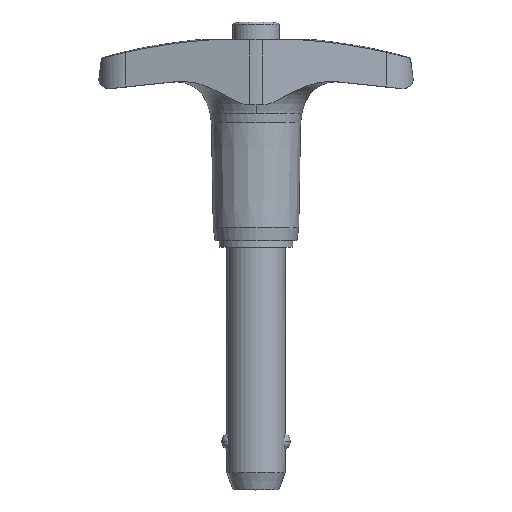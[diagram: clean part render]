
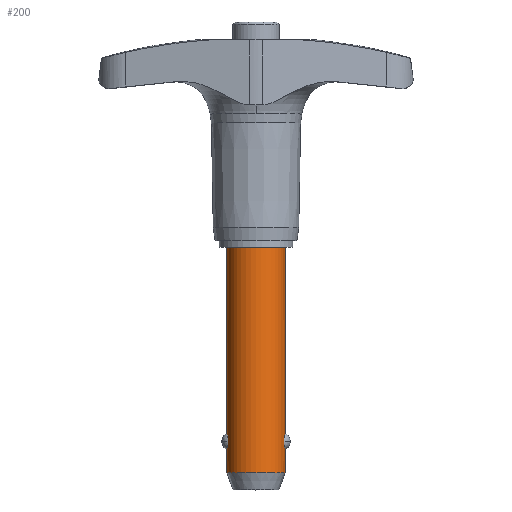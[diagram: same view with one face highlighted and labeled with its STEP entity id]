
A CAD part, top view. The second image highlights one B-rep face of the part: STEP entity #200.
In plain terms, the highlighted cylindrical face has radius 4.763 mm (diameter 9.525 mm), a partial arc.
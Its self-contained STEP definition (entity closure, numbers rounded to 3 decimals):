
#200=ADVANCED_FACE('',(#420),#421,.T.);
#420=FACE_OUTER_BOUND('',#655,.T.);
#421=CYLINDRICAL_SURFACE('',#656,4.763);
#655=EDGE_LOOP('',(#1224,#1225,#1226,#1227,#1228,#1229,#1230,#1231,#1232,#1233));
#656=AXIS2_PLACEMENT_3D('',#1234,#1235,#1236);
#1224=ORIENTED_EDGE('',*,*,#1562,.T.);
#1225=ORIENTED_EDGE('',*,*,#1645,.T.);
#1226=ORIENTED_EDGE('',*,*,#1690,.T.);
#1227=ORIENTED_EDGE('',*,*,#1568,.T.);
#1228=ORIENTED_EDGE('',*,*,#1613,.F.);
#1229=ORIENTED_EDGE('',*,*,#1566,.T.);
#1230=ORIENTED_EDGE('',*,*,#1619,.T.);
#1231=ORIENTED_EDGE('',*,*,#1560,.T.);
#1232=ORIENTED_EDGE('',*,*,#1564,.T.);
#1233=ORIENTED_EDGE('',*,*,#1691,.T.);
#1234=CARTESIAN_POINT('',(0.0,-19.876,0.0));
#1235=DIRECTION('',(-0.0,1.0,0.0));
#1236=DIRECTION('',(1.0,0.0,0.0));
#1560=EDGE_CURVE('',#1923,#1926,#1928,.T.);
#1562=EDGE_CURVE('',#1930,#1931,#1932,.T.);
#1564=EDGE_CURVE('',#1926,#1933,#1935,.T.);
#1566=EDGE_CURVE('',#1938,#1936,#1939,.T.);
#1568=EDGE_CURVE('',#1942,#1940,#1943,.T.);
#1613=EDGE_CURVE('',#1938,#1940,#2012,.T.);
#1619=EDGE_CURVE('',#1936,#1923,#2020,.T.);
#1645=EDGE_CURVE('',#1931,#2056,#2058,.T.);
#1690=EDGE_CURVE('',#2056,#1942,#2110,.T.);
#1691=EDGE_CURVE('',#1933,#1930,#2111,.T.);
#1923=VERTEX_POINT('',#2913);
#1926=VERTEX_POINT('',#2916);
#1928=B_SPLINE_CURVE_WITH_KNOTS('',3,(#2931,#2932,#2933,#2934,#2935,#2936,#2937,#2938,#2939,#2940,#2941,#2942,#2943,#2944),.UNSPECIFIED.,.F.,.F.,(4,2,2,2,2,2,4),(0.0,0.461,0.922,1.139,1.355,1.719,2.083),.UNSPECIFIED.);
#1930=VERTEX_POINT('',#2946);
#1931=VERTEX_POINT('',#2947);
#1932=LINE('',#2948,#2949);
#1933=VERTEX_POINT('',#2950);
#1935=LINE('',#2952,#2953);
#1936=VERTEX_POINT('',#2954);
#1938=VERTEX_POINT('',#2969);
#1939=LINE('',#2970,#2971);
#1940=VERTEX_POINT('',#2972);
#1942=VERTEX_POINT('',#2974);
#1943=LINE('',#2975,#2976);
#2012=CIRCLE('',#3331,4.763);
#2020=B_SPLINE_CURVE_WITH_KNOTS('',3,(#3358,#3359,#3360,#3361,#3362,#3363,#3364,#3365,#3366,#3367,#3368,#3369,#3370,#3371),.UNSPECIFIED.,.F.,.F.,(4,2,2,2,2,2,4),(6.25,6.614,6.978,7.194,7.411,7.872,8.333),.UNSPECIFIED.);
#2056=VERTEX_POINT('',#3604);
#2058=B_SPLINE_CURVE_WITH_KNOTS('',3,(#3606,#3607,#3608,#3609,#3610,#3611,#3612,#3613,#3614,#3615,#3616,#3617,#3618,#3619),.UNSPECIFIED.,.F.,.F.,(4,2,2,2,2,2,4),(2.083,2.447,2.811,3.028,3.245,3.706,4.167),.UNSPECIFIED.);
#2110=B_SPLINE_CURVE_WITH_KNOTS('',3,(#3764,#3765,#3766,#3767,#3768,#3769,#3770,#3771,#3772,#3773,#3774,#3775,#3776,#3777),.UNSPECIFIED.,.F.,.F.,(4,2,2,2,2,2,4),(4.167,4.628,5.089,5.305,5.522,5.886,6.25),.UNSPECIFIED.);
#2111=CIRCLE('',#3778,4.763);
#2913=CARTESIAN_POINT('',(-4.543,-31.82,1.429));
#2916=CARTESIAN_POINT('',(-4.763,-33.16,0.));
#2931=CARTESIAN_POINT('',(-4.543,-31.82,1.429));
#2932=CARTESIAN_POINT('',(-4.543,-31.973,1.429));
#2933=CARTESIAN_POINT('',(-4.552,-32.137,1.4));
#2934=CARTESIAN_POINT('',(-4.587,-32.44,1.282));
#2935=CARTESIAN_POINT('',(-4.612,-32.58,1.192));
#2936=CARTESIAN_POINT('',(-4.647,-32.745,1.042));
#2937=CARTESIAN_POINT('',(-4.66,-32.799,0.985));
#2938=CARTESIAN_POINT('',(-4.684,-32.895,0.863));
#2939=CARTESIAN_POINT('',(-4.696,-32.938,0.797));
#2940=CARTESIAN_POINT('',(-4.722,-33.031,0.629));
#2941=CARTESIAN_POINT('',(-4.737,-33.08,0.507));
#2942=CARTESIAN_POINT('',(-4.757,-33.145,0.253));
#2943=CARTESIAN_POINT('',(-4.763,-33.16,0.121));
#2944=CARTESIAN_POINT('',(-4.763,-33.16,0.));
#2946=CARTESIAN_POINT('',(4.763,-36.97,0.0));
#2947=CARTESIAN_POINT('',(4.763,-33.16,0.));
#2948=CARTESIAN_POINT('',(4.763,-19.876,0.));
#2949=VECTOR('',#4048,1.0);
#2950=CARTESIAN_POINT('',(-4.763,-36.97,0.));
#2952=CARTESIAN_POINT('',(-4.763,-19.876,0.));
#2953=VECTOR('',#4052,1.0);
#2954=CARTESIAN_POINT('',(-4.763,-30.48,0.));
#2969=CARTESIAN_POINT('',(-4.763,0.0,0.));
#2970=CARTESIAN_POINT('',(-4.763,-19.876,0.));
#2971=VECTOR('',#4053,1.0);
#2972=CARTESIAN_POINT('',(4.763,0.0,0.0));
#2974=CARTESIAN_POINT('',(4.763,-30.48,0.));
#2975=CARTESIAN_POINT('',(4.763,-19.876,0.));
#2976=VECTOR('',#4057,1.0);
#3331=AXIS2_PLACEMENT_3D('',#4107,#4108,#4109);
#3358=CARTESIAN_POINT('',(-4.763,-30.48,0.));
#3359=CARTESIAN_POINT('',(-4.763,-30.48,0.121));
#3360=CARTESIAN_POINT('',(-4.757,-30.495,0.253));
#3361=CARTESIAN_POINT('',(-4.737,-30.559,0.507));
#3362=CARTESIAN_POINT('',(-4.722,-30.609,0.629));
#3363=CARTESIAN_POINT('',(-4.696,-30.702,0.797));
#3364=CARTESIAN_POINT('',(-4.684,-30.744,0.863));
#3365=CARTESIAN_POINT('',(-4.66,-30.841,0.985));
#3366=CARTESIAN_POINT('',(-4.647,-30.895,1.042));
#3367=CARTESIAN_POINT('',(-4.612,-31.06,1.192));
#3368=CARTESIAN_POINT('',(-4.587,-31.199,1.282));
#3369=CARTESIAN_POINT('',(-4.552,-31.502,1.4));
#3370=CARTESIAN_POINT('',(-4.543,-31.666,1.429));
#3371=CARTESIAN_POINT('',(-4.543,-31.82,1.429));
#3604=CARTESIAN_POINT('',(4.543,-31.82,1.429));
#3606=CARTESIAN_POINT('',(4.763,-33.16,0.0));
#3607=CARTESIAN_POINT('',(4.763,-33.16,0.121));
#3608=CARTESIAN_POINT('',(4.757,-33.145,0.253));
#3609=CARTESIAN_POINT('',(4.737,-33.08,0.507));
#3610=CARTESIAN_POINT('',(4.722,-33.031,0.629));
#3611=CARTESIAN_POINT('',(4.696,-32.938,0.797));
#3612=CARTESIAN_POINT('',(4.684,-32.895,0.863));
#3613=CARTESIAN_POINT('',(4.66,-32.799,0.985));
#3614=CARTESIAN_POINT('',(4.647,-32.745,1.042));
#3615=CARTESIAN_POINT('',(4.612,-32.58,1.192));
#3616=CARTESIAN_POINT('',(4.587,-32.44,1.282));
#3617=CARTESIAN_POINT('',(4.552,-32.137,1.4));
#3618=CARTESIAN_POINT('',(4.543,-31.973,1.429));
#3619=CARTESIAN_POINT('',(4.543,-31.82,1.429));
#3764=CARTESIAN_POINT('',(4.543,-31.82,1.429));
#3765=CARTESIAN_POINT('',(4.543,-31.666,1.429));
#3766=CARTESIAN_POINT('',(4.552,-31.502,1.4));
#3767=CARTESIAN_POINT('',(4.587,-31.199,1.282));
#3768=CARTESIAN_POINT('',(4.612,-31.06,1.192));
#3769=CARTESIAN_POINT('',(4.647,-30.895,1.042));
#3770=CARTESIAN_POINT('',(4.66,-30.841,0.985));
#3771=CARTESIAN_POINT('',(4.684,-30.744,0.863));
#3772=CARTESIAN_POINT('',(4.696,-30.702,0.797));
#3773=CARTESIAN_POINT('',(4.722,-30.609,0.629));
#3774=CARTESIAN_POINT('',(4.737,-30.559,0.507));
#3775=CARTESIAN_POINT('',(4.757,-30.495,0.253));
#3776=CARTESIAN_POINT('',(4.763,-30.48,0.121));
#3777=CARTESIAN_POINT('',(4.763,-30.48,0.));
#3778=AXIS2_PLACEMENT_3D('',#4183,#4184,#4185);
#4048=DIRECTION('',(0.0,1.0,0.0));
#4052=DIRECTION('',(-0.0,-1.0,-0.0));
#4053=DIRECTION('',(-0.0,-1.0,-0.0));
#4057=DIRECTION('',(0.0,1.0,0.0));
#4107=CARTESIAN_POINT('',(0.0,0.0,0.0));
#4108=DIRECTION('',(-0.0,1.0,0.0));
#4109=DIRECTION('',(1.0,0.0,0.0));
#4183=CARTESIAN_POINT('',(0.0,-36.97,0.0));
#4184=DIRECTION('',(0.,1.0,0.0));
#4185=DIRECTION('',(1.0,0.,0.0));
